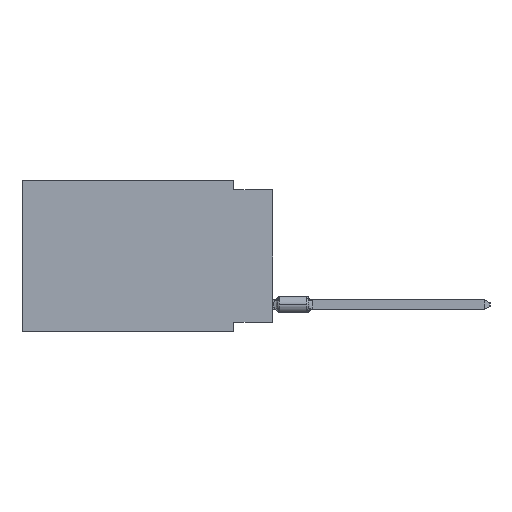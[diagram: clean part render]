
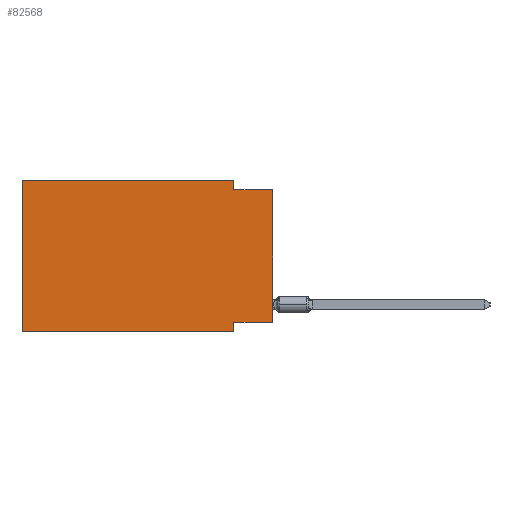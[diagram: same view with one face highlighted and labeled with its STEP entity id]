
A CAD part, left-side view. The second image highlights one B-rep face of the part: STEP entity #82568.
In plain terms, the highlighted planar face has unit normal (-1, 0, 0).
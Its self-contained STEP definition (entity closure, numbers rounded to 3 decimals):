
#515 = ORIENTED_EDGE ( 'NONE', *, *, #39926, .F. ) ;
#2117 = ORIENTED_EDGE ( 'NONE', *, *, #58498, .F. ) ;
#2958 = LINE ( 'NONE', #46054, #74777 ) ;
#3604 = CARTESIAN_POINT ( 'NONE',  ( 0., 2.54, 0. ) ) ;
#3630 = LINE ( 'NONE', #20818, #58806 ) ;
#4005 = LINE ( 'NONE', #3604, #39408 ) ;
#4558 = VERTEX_POINT ( 'NONE', #82305 ) ;
#4562 = VERTEX_POINT ( 'NONE', #18796 ) ;
#5083 = CARTESIAN_POINT ( 'NONE',  ( 0., 16.383, 0. ) ) ;
#5795 = CARTESIAN_POINT ( 'NONE',  ( 0., 2.54, -9.271 ) ) ;
#13849 = CARTESIAN_POINT ( 'NONE',  ( 0., 0., -0.635 ) ) ;
#14516 = DIRECTION ( 'NONE',  ( 0., -1., 0. ) ) ;
#15421 = VERTEX_POINT ( 'NONE', #80143 ) ;
#16361 = VECTOR ( 'NONE', #14516, 1000. ) ;
#17331 = CARTESIAN_POINT ( 'NONE',  ( 0., 16.383, 0. ) ) ;
#18623 = ORIENTED_EDGE ( 'NONE', *, *, #59182, .T. ) ;
#18796 = CARTESIAN_POINT ( 'NONE',  ( 0., 0., -9.271 ) ) ;
#18827 = EDGE_CURVE ( 'NONE', #69273, #68494, #2958, .T. ) ;
#20818 = CARTESIAN_POINT ( 'NONE',  ( 0., 0., 0. ) ) ;
#27610 = CARTESIAN_POINT ( 'NONE',  ( 0., 0., -9.271 ) ) ;
#29208 = VERTEX_POINT ( 'NONE', #5795 ) ;
#29513 = DIRECTION ( 'NONE',  ( 0., 0., -1. ) ) ;
#34391 = EDGE_CURVE ( 'NONE', #68494, #4558, #48986, .T. ) ;
#36162 = VECTOR ( 'NONE', #62958, 1000. ) ;
#39258 = ORIENTED_EDGE ( 'NONE', *, *, #34391, .F. ) ;
#39408 = VECTOR ( 'NONE', #29513, 1000. ) ;
#39591 = CARTESIAN_POINT ( 'NONE',  ( 0., 0., -0.635 ) ) ;
#39926 = EDGE_CURVE ( 'NONE', #4558, #15421, #4005, .T. ) ;
#41056 = CARTESIAN_POINT ( 'NONE',  ( 0., 2.54, -9.906 ) ) ;
#42611 = CARTESIAN_POINT ( 'NONE',  ( 0., 16.383, -9.906 ) ) ;
#43740 = CARTESIAN_POINT ( 'NONE',  ( 0., 16.383, 0. ) ) ;
#43921 = VERTEX_POINT ( 'NONE', #13849 ) ;
#44366 = EDGE_CURVE ( 'NONE', #29208, #67435, #80077, .T. ) ;
#46054 = CARTESIAN_POINT ( 'NONE',  ( 0., 16.383, 0. ) ) ;
#48986 = LINE ( 'NONE', #5083, #78877 ) ;
#49070 = VECTOR ( 'NONE', #68376, 1000. ) ;
#50121 = ORIENTED_EDGE ( 'NONE', *, *, #18827, .F. ) ;
#51716 = ORIENTED_EDGE ( 'NONE', *, *, #57764, .T. ) ;
#51854 = LINE ( 'NONE', #27610, #73483 ) ;
#56704 = CARTESIAN_POINT ( 'NONE',  ( 0., 16.383, -9.906 ) ) ;
#57764 = EDGE_CURVE ( 'NONE', #4562, #43921, #3630, .T. ) ;
#58498 = EDGE_CURVE ( 'NONE', #4562, #29208, #51854, .T. ) ;
#58806 = VECTOR ( 'NONE', #72995, 1000. ) ;
#59182 = EDGE_CURVE ( 'NONE', #69273, #67435, #68390, .T. ) ;
#60565 = EDGE_CURVE ( 'NONE', #15421, #43921, #64256, .T. ) ;
#61727 = DIRECTION ( 'NONE',  ( 0., 0., -1. ) ) ;
#61806 = ORIENTED_EDGE ( 'NONE', *, *, #60565, .F. ) ;
#62547 = PLANE ( 'NONE',  #82361 ) ;
#62958 = DIRECTION ( 'NONE',  ( 0., -1., 0. ) ) ;
#64256 = LINE ( 'NONE', #39591, #16361 ) ;
#64802 = DIRECTION ( 'NONE',  ( 0., 1., 0. ) ) ;
#65101 = ORIENTED_EDGE ( 'NONE', *, *, #44366, .F. ) ;
#67435 = VERTEX_POINT ( 'NONE', #41056 ) ;
#67564 = CARTESIAN_POINT ( 'NONE',  ( 0., 2.54, -9.906 ) ) ;
#68376 = DIRECTION ( 'NONE',  ( 0., 0., -1. ) ) ;
#68390 = LINE ( 'NONE', #56704, #36162 ) ;
#68494 = VERTEX_POINT ( 'NONE', #17331 ) ;
#69273 = VERTEX_POINT ( 'NONE', #42611 ) ;
#72995 = DIRECTION ( 'NONE',  ( 0., 0., 1. ) ) ;
#73483 = VECTOR ( 'NONE', #64802, 1000. ) ;
#74777 = VECTOR ( 'NONE', #79425, 1000. ) ;
#75276 = DIRECTION ( 'NONE',  ( 0., -1., 0. ) ) ;
#75894 = FACE_OUTER_BOUND ( 'NONE', #79318, .T. ) ;
#78877 = VECTOR ( 'NONE', #75276, 1000. ) ;
#79318 = EDGE_LOOP ( 'NONE', ( #51716, #61806, #515, #39258, #50121, #18623, #65101, #2117 ) ) ;
#79425 = DIRECTION ( 'NONE',  ( 0., 0., 1. ) ) ;
#80077 = LINE ( 'NONE', #67564, #49070 ) ;
#80143 = CARTESIAN_POINT ( 'NONE',  ( 0., 2.54, -0.635 ) ) ;
#82169 = DIRECTION ( 'NONE',  ( 1., 0., 0. ) ) ;
#82305 = CARTESIAN_POINT ( 'NONE',  ( 0., 2.54, 0. ) ) ;
#82361 = AXIS2_PLACEMENT_3D ( 'NONE', #43740, #82169, #61727 ) ;
#82568 = ADVANCED_FACE ( 'NONE', ( #75894 ), #62547, .F. ) ;
